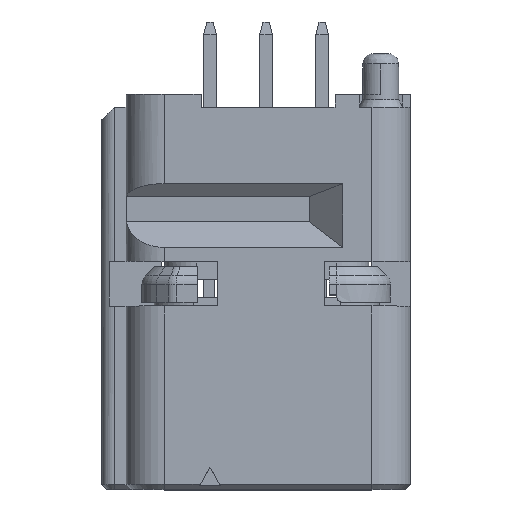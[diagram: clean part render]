
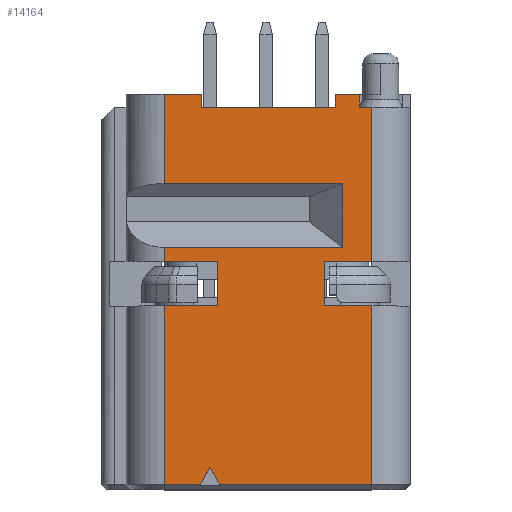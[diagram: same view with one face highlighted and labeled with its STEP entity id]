
A CAD part, top view. The second image highlights one B-rep face of the part: STEP entity #14164.
In plain terms, the highlighted planar face has unit normal (0, 0, 1).
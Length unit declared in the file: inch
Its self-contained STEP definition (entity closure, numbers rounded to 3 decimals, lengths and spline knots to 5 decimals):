
#85=DIRECTION('',(-1.,0.,0.));
#86=VECTOR('',#85,0.0372);
#87=CARTESIAN_POINT('',(1.21798,0.22117,0.30118));
#88=LINE('',#87,#86);
#209=DIRECTION('',(0.,-1.,0.));
#210=VECTOR('',#209,0.01969);
#211=CARTESIAN_POINT('',(1.21798,0.22117,0.30118));
#212=LINE('',#211,#210);
#213=DIRECTION('',(-1.,0.,0.));
#214=VECTOR('',#213,0.01988);
#215=CARTESIAN_POINT('',(1.23786,0.20149,0.30118));
#216=LINE('',#215,#214);
#217=DIRECTION('',(0.,-1.,0.));
#218=VECTOR('',#217,0.23819);
#219=CARTESIAN_POINT('',(1.23786,0.20149,0.30118));
#220=LINE('',#219,#218);
#221=DIRECTION('',(-1.,0.,0.));
#222=VECTOR('',#221,0.07402);
#223=CARTESIAN_POINT('',(1.23786,-0.0367,
0.30118));
#224=LINE('',#223,#222);
#225=DIRECTION('',(0.,1.,0.));
#226=VECTOR('',#225,0.0689);
#227=CARTESIAN_POINT('',(1.16385,-0.1056,
0.30118));
#228=LINE('',#227,#226);
#229=DIRECTION('',(-1.,0.,0.));
#230=VECTOR('',#229,0.07402);
#231=CARTESIAN_POINT('',(1.23786,-0.1056,
0.30118));
#232=LINE('',#231,#230);
#233=DIRECTION('',(-0.5,0.866,0.));
#234=VECTOR('',#233,0.03028);
#235=CARTESIAN_POINT('',(1.00281,-0.38119,
0.30118));
#236=LINE('',#235,#234);
#237=DIRECTION('',(0.5,0.866,0.));
#238=VECTOR('',#237,0.03028);
#239=CARTESIAN_POINT('',(0.97253,-0.38119,
0.30118));
#240=LINE('',#239,#238);
#241=DIRECTION('',(1.,0.,0.));
#242=VECTOR('',#241,0.08268);
#243=CARTESIAN_POINT('',(0.917,-0.1056,
0.30118));
#244=LINE('',#243,#242);
#245=DIRECTION('',(0.,-1.,0.));
#246=VECTOR('',#245,0.0689);
#247=CARTESIAN_POINT('',(0.99968,-0.0367,
0.30118));
#248=LINE('',#247,#246);
#249=DIRECTION('',(1.,0.,0.));
#250=VECTOR('',#249,0.08268);
#251=CARTESIAN_POINT('',(0.917,-0.0367,
0.30118));
#252=LINE('',#251,#250);
#253=DIRECTION('',(0.,-1.,0.));
#254=VECTOR('',#253,0.09843);
#255=CARTESIAN_POINT('',(1.19259,0.08338,0.30118));
#256=LINE('',#255,#254);
#257=DIRECTION('',(-1.,0.,0.));
#258=VECTOR('',#257,0.05709);
#259=CARTESIAN_POINT('',(0.97409,0.22117,
0.30118));
#260=LINE('',#259,#258);
#261=DIRECTION('',(0.,-1.,0.));
#262=VECTOR('',#261,0.01969);
#263=CARTESIAN_POINT('',(1.18078,0.22117,0.30118));
#264=LINE('',#263,#262);
#274=DIRECTION('',(0.,-1.,0.));
#275=VECTOR('',#274,0.27559);
#276=CARTESIAN_POINT('',(1.23786,-0.1056,
0.30118));
#277=LINE('',#276,#275);
#833=DIRECTION('',(-1.,0.,0.));
#834=VECTOR('',#833,0.20669);
#835=CARTESIAN_POINT('',(1.18078,0.20149,0.30118));
#836=LINE('',#835,#834);
#1269=DIRECTION('',(0.,-1.,0.));
#1270=VECTOR('',#1269,0.01969);
#1271=CARTESIAN_POINT('',(0.97409,0.22117,
0.30118));
#1272=LINE('',#1271,#1270);
#1278=DIRECTION('',(0.,1.,0.));
#1279=VECTOR('',#1278,0.27559);
#1280=CARTESIAN_POINT('',(0.917,-0.38119,
0.30118));
#1281=LINE('',#1280,#1279);
#1292=CARTESIAN_POINT('',(0.917,0.08338,
0.30118));
#1304=CARTESIAN_POINT('',(0.917,-0.01505,
0.30118));
#1306=DIRECTION('',(0.,1.,0.));
#1307=VECTOR('',#1306,0.02165);
#1308=CARTESIAN_POINT('',(0.917,-0.0367,
0.30118));
#1309=LINE('',#1308,#1307);
#1319=DIRECTION('',(0.,1.,0.));
#1320=VECTOR('',#1319,0.1378);
#1321=CARTESIAN_POINT('',(0.917,0.08338,
0.30118));
#1322=LINE('',#1321,#1320);
#1344=DIRECTION('',(-1.,0.,0.));
#1345=VECTOR('',#1344,0.23506);
#1346=CARTESIAN_POINT('',(1.23786,-0.38119,
0.30118));
#1347=LINE('',#1346,#1345);
#1348=DIRECTION('',(-1.,0.,0.));
#1349=VECTOR('',#1348,0.05553);
#1350=CARTESIAN_POINT('',(0.97253,-0.38119,
0.30118));
#1351=LINE('',#1350,#1349);
#10695=DIRECTION('',(1.,0.,0.));
#10696=VECTOR('',#10695,0.27559);
#10697=CARTESIAN_POINT('',(0.917,0.08338,
0.30118));
#10698=LINE('',#10697,#10696);
#10719=DIRECTION('',(-1.,0.,0.));
#10720=VECTOR('',#10719,0.27559);
#10721=CARTESIAN_POINT('',(1.19259,-0.01505,
0.30118));
#10722=LINE('',#10721,#10720);
#10892=CARTESIAN_POINT('',(0.917,-0.38119,
0.30118));
#10893=VERTEX_POINT('',#10892);
#10906=CARTESIAN_POINT('',(0.97409,0.22117,
0.30118));
#10907=CARTESIAN_POINT('',(0.917,0.22117,
0.30118));
#10908=VERTEX_POINT('',#10906);
#10909=VERTEX_POINT('',#10907);
#10910=CARTESIAN_POINT('',(0.97409,0.20149,
0.30118));
#10911=VERTEX_POINT('',#10910);
#10928=CARTESIAN_POINT('',(1.23786,-0.38119,
0.30118));
#10929=VERTEX_POINT('',#10928);
#11000=CARTESIAN_POINT('',(0.917,-0.0367,
0.30118));
#11001=CARTESIAN_POINT('',(0.99968,-0.0367,
0.30118));
#11002=VERTEX_POINT('',#11000);
#11003=VERTEX_POINT('',#11001);
#11040=CARTESIAN_POINT('',(1.23786,-0.0367,
0.30118));
#11041=CARTESIAN_POINT('',(1.16385,-0.0367,
0.30118));
#11042=VERTEX_POINT('',#11040);
#11043=VERTEX_POINT('',#11041);
#11072=CARTESIAN_POINT('',(0.917,-0.1056,
0.30118));
#11073=CARTESIAN_POINT('',(0.99968,-0.1056,
0.30118));
#11074=VERTEX_POINT('',#11072);
#11075=VERTEX_POINT('',#11073);
#11096=CARTESIAN_POINT('',(1.23786,-0.1056,
0.30118));
#11097=CARTESIAN_POINT('',(1.16385,-0.1056,
0.30118));
#11098=VERTEX_POINT('',#11096);
#11099=VERTEX_POINT('',#11097);
#11197=VERTEX_POINT('',#1292);
#11200=VERTEX_POINT('',#1304);
#11210=CARTESIAN_POINT('',(1.19259,0.08338,
0.30118));
#11211=CARTESIAN_POINT('',(1.19259,-0.01505,
0.30118));
#11212=VERTEX_POINT('',#11210);
#11213=VERTEX_POINT('',#11211);
#11606=CARTESIAN_POINT('',(1.00281,-0.38119,
0.30118));
#11607=VERTEX_POINT('',#11606);
#11608=CARTESIAN_POINT('',(0.97253,-0.38119,
0.30118));
#11609=VERTEX_POINT('',#11608);
#11610=CARTESIAN_POINT('',(0.98767,-0.35497,
0.30118));
#11611=VERTEX_POINT('',#11610);
#11770=CARTESIAN_POINT('',(1.18078,0.22117,
0.30118));
#11771=CARTESIAN_POINT('',(1.18078,0.20149,
0.30118));
#11772=VERTEX_POINT('',#11770);
#11773=VERTEX_POINT('',#11771);
#11784=CARTESIAN_POINT('',(1.21798,0.22117,
0.30118));
#11785=CARTESIAN_POINT('',(1.21798,0.20149,
0.30118));
#11786=VERTEX_POINT('',#11784);
#11787=VERTEX_POINT('',#11785);
#11788=CARTESIAN_POINT('',(1.23786,0.20149,
0.30118));
#11789=VERTEX_POINT('',#11788);
#14111=CARTESIAN_POINT('',(1.16234,0.10306,
0.30118));
#14112=DIRECTION('',(0.,0.,1.));
#14113=DIRECTION('',(-1.,0.,0.));
#14114=AXIS2_PLACEMENT_3D('',#14111,#14112,#14113);
#14115=PLANE('',#14114);
#14116=ORIENTED_EDGE('',*,*,#13926,.T.);
#14117=ORIENTED_EDGE('',*,*,#13953,.F.);
#14119=ORIENTED_EDGE('',*,*,#14118,.T.);
#14121=ORIENTED_EDGE('',*,*,#14120,.T.);
#14123=ORIENTED_EDGE('',*,*,#14122,.F.);
#14125=ORIENTED_EDGE('',*,*,#14124,.F.);
#14127=ORIENTED_EDGE('',*,*,#14126,.T.);
#14129=ORIENTED_EDGE('',*,*,#14128,.T.);
#14131=ORIENTED_EDGE('',*,*,#14130,.T.);
#14133=ORIENTED_EDGE('',*,*,#14132,.F.);
#14135=ORIENTED_EDGE('',*,*,#14134,.T.);
#14137=ORIENTED_EDGE('',*,*,#14136,.T.);
#14139=ORIENTED_EDGE('',*,*,#14138,.T.);
#14141=ORIENTED_EDGE('',*,*,#14140,.F.);
#14143=ORIENTED_EDGE('',*,*,#14142,.F.);
#14145=ORIENTED_EDGE('',*,*,#14144,.T.);
#14147=ORIENTED_EDGE('',*,*,#14146,.F.);
#14149=ORIENTED_EDGE('',*,*,#14148,.F.);
#14151=ORIENTED_EDGE('',*,*,#14150,.F.);
#14153=ORIENTED_EDGE('',*,*,#14152,.T.);
#14155=ORIENTED_EDGE('',*,*,#14154,.F.);
#14157=ORIENTED_EDGE('',*,*,#14156,.T.);
#14159=ORIENTED_EDGE('',*,*,#14158,.F.);
#14160=ORIENTED_EDGE('',*,*,#14095,.F.);
#14161=ORIENTED_EDGE('',*,*,#13858,.F.);
#14162=EDGE_LOOP('',(#14116,#14117,#14119,#14121,#14123,#14125,#14127,#14129,
#14131,#14133,#14135,#14137,#14139,#14141,#14143,#14145,#14147,#14149,#14151,
#14153,#14155,#14157,#14159,#14160,#14161));
#14163=FACE_OUTER_BOUND('',#14162,.F.);
#14164=ADVANCED_FACE('',(#14163),#14115,.T.);
#13858=EDGE_CURVE('',#11786,#11772,#88,.T.);
#13926=EDGE_CURVE('',#11786,#11787,#212,.T.);
#13953=EDGE_CURVE('',#11789,#11787,#216,.T.);
#14095=EDGE_CURVE('',#11772,#11773,#264,.T.);
#14118=EDGE_CURVE('',#11789,#11042,#220,.T.);
#14120=EDGE_CURVE('',#11042,#11043,#224,.T.);
#14122=EDGE_CURVE('',#11099,#11043,#228,.T.);
#14124=EDGE_CURVE('',#11098,#11099,#232,.T.);
#14126=EDGE_CURVE('',#11098,#10929,#277,.T.);
#14128=EDGE_CURVE('',#10929,#11607,#1347,.T.);
#14130=EDGE_CURVE('',#11607,#11611,#236,.T.);
#14132=EDGE_CURVE('',#11609,#11611,#240,.T.);
#14134=EDGE_CURVE('',#11609,#10893,#1351,.T.);
#14136=EDGE_CURVE('',#10893,#11074,#1281,.T.);
#14138=EDGE_CURVE('',#11074,#11075,#244,.T.);
#14140=EDGE_CURVE('',#11003,#11075,#248,.T.);
#14142=EDGE_CURVE('',#11002,#11003,#252,.T.);
#14144=EDGE_CURVE('',#11002,#11200,#1309,.T.);
#14146=EDGE_CURVE('',#11213,#11200,#10722,.T.);
#14148=EDGE_CURVE('',#11212,#11213,#256,.T.);
#14150=EDGE_CURVE('',#11197,#11212,#10698,.T.);
#14152=EDGE_CURVE('',#11197,#10909,#1322,.T.);
#14154=EDGE_CURVE('',#10908,#10909,#260,.T.);
#14156=EDGE_CURVE('',#10908,#10911,#1272,.T.);
#14158=EDGE_CURVE('',#11773,#10911,#836,.T.);
